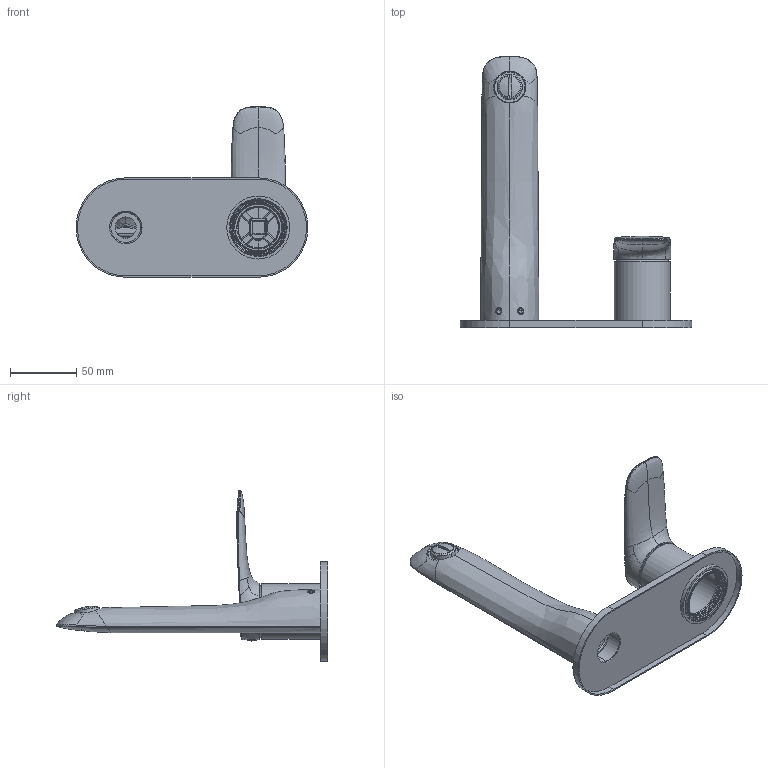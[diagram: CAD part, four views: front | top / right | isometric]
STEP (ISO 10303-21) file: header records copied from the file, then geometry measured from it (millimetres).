
FILE_DESCRIPTION((''),'2;1');
FILE_NAME('1E7020-01CP_ASM_ASM','2023-06-13T',('Administrator'),(''),'PRO/ENGINEER BY PARAMETRIC TECHNOLOGY CORPORATION, 2010280','PRO/ENGINEER BY PARAMETRIC TECHNOLOGY CORPORATION, 2010280','');
FILE_SCHEMA(('CONFIG_CONTROL_DESIGN'));
Length unit declared in the file: millimetre
Products named in the file (12): 2E7007-31NT_23; 2E7007-32CP_15; 2E7007-33CP_26; 2A1016-21CP_18; 2E7019-32CP_12; 2E7020-31CP_16; 3LS1001NT_3; 3ZS1006NT_3; 3OR1037NT_5; 3WZ1004_2; 1E7020-01CP_ASM_8_ASM; 1E7020-01CP_ASM_ASM
Assembly tree (13 placements, depth 3):
  1E7020-01CP_ASM_ASM
    1E7020-01CP_ASM_8_ASM
      2E7007-31NT_23
      2E7007-32CP_15
      2E7007-33CP_26
      2A1016-21CP_18
      2E7019-32CP_12
      2E7020-31CP_16
      3LS1001NT_3  x3
      3ZS1006NT_3
      3OR1037NT_5
      3WZ1004_2
Bounding box: 175 x 204.95 x 128.69 mm (x, y, z)
Volume: 116545.9 mm3; surface area: 109586.8 mm2
Topology: 12 solids, 12 shells, 537 faces, 1502 edges, 1001 vertices
Faces by surface type: cylinder 172, plane 157, bspline 138, cone 43, torus 20, sphere 6, extrusion 1
Entity records: 35802 total; most frequent: CARTESIAN_POINT 24829, ORIENTED_EDGE 2588, DIRECTION 1718, EDGE_CURVE 1294, VERTEX_POINT 863, AXIS2_PLACEMENT_3D 657, B_SPLINE_CURVE_WITH_KNOTS 614, EDGE_LOOP 509
